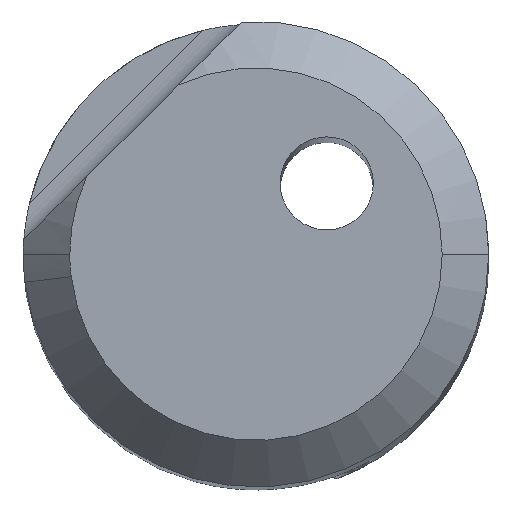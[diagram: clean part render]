
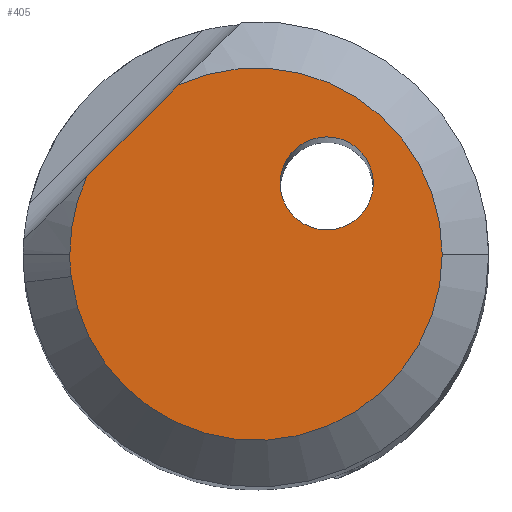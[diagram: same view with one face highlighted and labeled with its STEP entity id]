
A CAD part, top view. The second image highlights one B-rep face of the part: STEP entity #405.
In plain terms, the highlighted planar face has unit normal (0, 0, 1).
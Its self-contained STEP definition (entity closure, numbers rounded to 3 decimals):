
#162=AXIS2_PLACEMENT_3D('Circle Axis2P3D',#160,#161,$) ;
#187=AXIS2_PLACEMENT_3D('Circle Axis2P3D',#185,#186,$) ;
#336=AXIS2_PLACEMENT_3D('Circle Axis2P3D',#334,#335,$) ;
#366=AXIS2_PLACEMENT_3D('Plane Axis2P3D',#363,#364,#365) ;
#377=AXIS2_PLACEMENT_3D('Circle Axis2P3D',#375,#376,$) ;
#389=AXIS2_PLACEMENT_3D('Circle Axis2P3D',#387,#388,$) ;
#398=AXIS2_PLACEMENT_3D('Circle Axis2P3D',#396,#397,$) ;
#140=CARTESIAN_POINT('Vertex',(-1.588,-0.192,0.)) ;
#157=CARTESIAN_POINT('Vertex',(1.6,0.,0.)) ;
#160=CARTESIAN_POINT('Axis2P3D Location',(0.,0.,0.)) ;
#185=CARTESIAN_POINT('Axis2P3D Location',(0.,0.,0.)) ;
#189=CARTESIAN_POINT('Vertex',(-1.6,0.,0.)) ;
#334=CARTESIAN_POINT('Axis2P3D Location',(0.,0.,0.)) ;
#338=CARTESIAN_POINT('Vertex',(-0.667,1.454,0.)) ;
#363=CARTESIAN_POINT('Axis2P3D Location',(2.,0.,0.)) ;
#368=CARTESIAN_POINT('Line Origine',(-1.061,1.061,0.)) ;
#372=CARTESIAN_POINT('Vertex',(-1.454,0.667,0.)) ;
#375=CARTESIAN_POINT('Axis2P3D Location',(0.,0.,0.)) ;
#387=CARTESIAN_POINT('Axis2P3D Location',(0.608,0.608,0.)) ;
#391=CARTESIAN_POINT('Vertex',(0.213,0.673,0.)) ;
#393=CARTESIAN_POINT('Vertex',(1.003,0.543,0.)) ;
#396=CARTESIAN_POINT('Axis2P3D Location',(0.608,0.608,0.)) ;
#161=DIRECTION('Axis2P3D Direction',(0.,0.,-1.)) ;
#186=DIRECTION('Axis2P3D Direction',(0.,0.,-1.)) ;
#335=DIRECTION('Axis2P3D Direction',(0.,0.,-1.)) ;
#364=DIRECTION('Axis2P3D Direction',(0.,0.,-1.)) ;
#365=DIRECTION('Axis2P3D XDirection',(-1.,0.,0.)) ;
#369=DIRECTION('Vector Direction',(-0.707,-0.707,0.)) ;
#376=DIRECTION('Axis2P3D Direction',(0.,0.,-1.)) ;
#388=DIRECTION('Axis2P3D Direction',(0.,0.,-1.)) ;
#397=DIRECTION('Axis2P3D Direction',(0.,0.,-1.)) ;
#370=VECTOR('Line Direction',#369,1.) ;
#381=ORIENTED_EDGE('',*,*,#374,.T.) ;
#382=ORIENTED_EDGE('',*,*,#379,.F.) ;
#383=ORIENTED_EDGE('',*,*,#191,.F.) ;
#384=ORIENTED_EDGE('',*,*,#164,.F.) ;
#385=ORIENTED_EDGE('',*,*,#340,.F.) ;
#402=ORIENTED_EDGE('',*,*,#395,.T.) ;
#403=ORIENTED_EDGE('',*,*,#400,.T.) ;
#404=FACE_BOUND('',#401,.T.) ;
#405=ADVANCED_FACE('NOCUT',(#386,#404),#367,.F.) ;
#163=CIRCLE('generated circle',#162,1.6) ;
#188=CIRCLE('generated circle',#187,1.6) ;
#337=CIRCLE('generated circle',#336,1.6) ;
#378=CIRCLE('generated circle',#377,1.6) ;
#390=CIRCLE('generated circle',#389,0.4) ;
#399=CIRCLE('generated circle',#398,0.4) ;
#164=EDGE_CURVE('',#158,#141,#163,.T.) ;
#191=EDGE_CURVE('',#141,#190,#188,.T.) ;
#340=EDGE_CURVE('',#339,#158,#337,.T.) ;
#374=EDGE_CURVE('',#339,#373,#371,.T.) ;
#379=EDGE_CURVE('',#190,#373,#378,.T.) ;
#395=EDGE_CURVE('',#392,#394,#390,.T.) ;
#400=EDGE_CURVE('',#394,#392,#399,.T.) ;
#380=EDGE_LOOP('',(#381,#382,#383,#384,#385)) ;
#401=EDGE_LOOP('',(#402,#403)) ;
#386=FACE_OUTER_BOUND('',#380,.T.) ;
#371=LINE('Line',#368,#370) ;
#367=PLANE('',#366) ;
#141=VERTEX_POINT('',#140) ;
#158=VERTEX_POINT('',#157) ;
#190=VERTEX_POINT('',#189) ;
#339=VERTEX_POINT('',#338) ;
#373=VERTEX_POINT('',#372) ;
#392=VERTEX_POINT('',#391) ;
#394=VERTEX_POINT('',#393) ;
